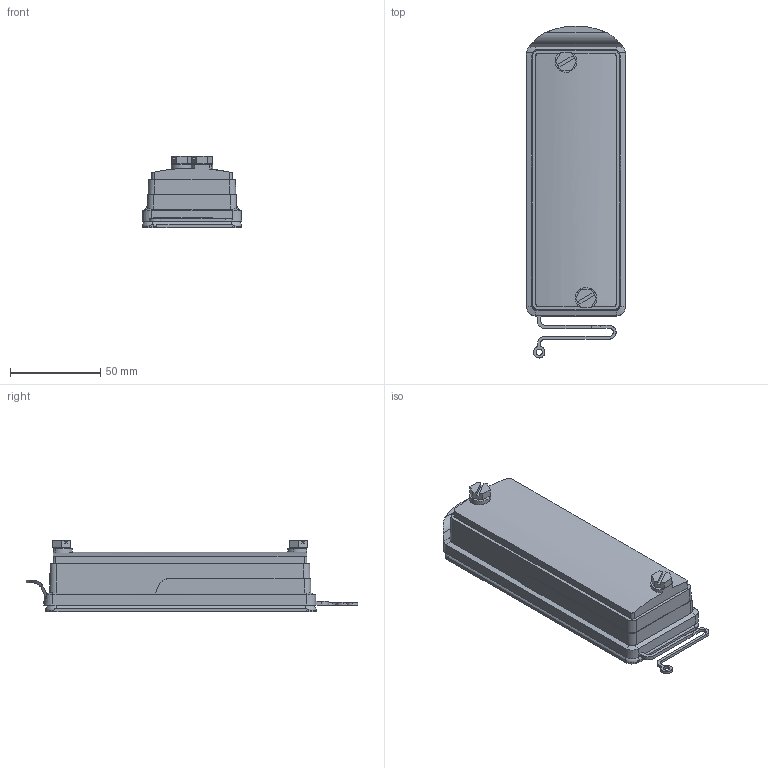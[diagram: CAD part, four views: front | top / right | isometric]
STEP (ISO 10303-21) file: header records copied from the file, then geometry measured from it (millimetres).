
FILE_DESCRIPTION(('CATIA V5 STEP Exchange','CAx-IF Rec.Pracs.--- Model Styling and Organization---1.4--- 2014-01-23'),'2;1');
FILE_NAME ('1201256-4_1', '2020-03-04T09:15:12+00:00', ('none'), ('Weidmueller'), 'CATIA Version 5-6 Release 2016 SP3 HF44', 'CATIA V5 STEP AP214', 'none');
FILE_SCHEMA(('AUTOMOTIVE_DESIGN { 1 0 10303 214 1 1 1 1 }'));
Length unit declared in the file: millimetre
Products named in the file (1): 2716840000
Bounding box: 54.73 x 183.43 x 39.3 mm (x, y, z)
Volume: 49790.9 mm3; surface area: 46701 mm2
Topology: 4 solids, 4 shells, 215 faces, 591 edges, 396 vertices
Faces by surface type: plane 109, cylinder 67, cone 21, torus 12, extrusion 6
Entity records: 7490 total; most frequent: CARTESIAN_POINT 2436, ORIENTED_EDGE 1182, DIRECTION 777, EDGE_CURVE 591, VERTEX_POINT 396, VECTOR 317, LINE 311, AXIS2_PLACEMENT_3D 281
